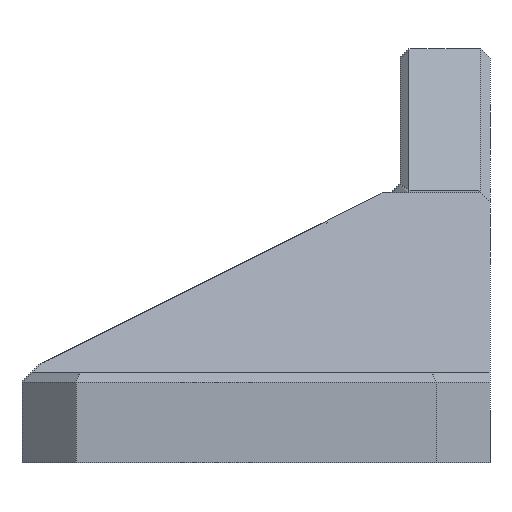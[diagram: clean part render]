
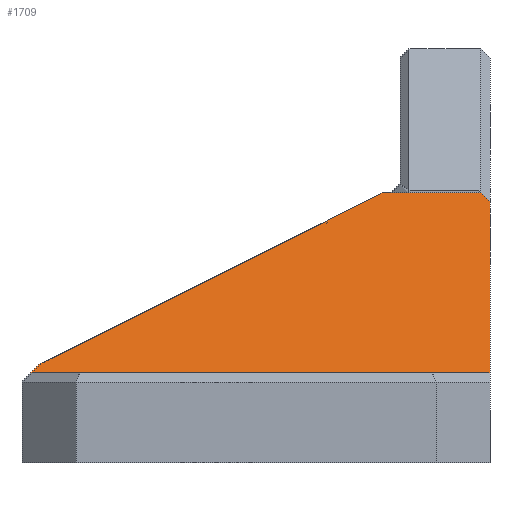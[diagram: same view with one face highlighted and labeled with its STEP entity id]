
A CAD part, front view. The second image highlights one B-rep face of the part: STEP entity #1709.
In plain terms, the highlighted planar face has unit normal (0, -0.958, 0.287).
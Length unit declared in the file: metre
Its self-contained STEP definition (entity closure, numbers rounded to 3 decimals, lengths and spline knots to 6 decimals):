
#128=ORIENTED_EDGE('',*,*,#618,.T.);
#129=ORIENTED_EDGE('',*,*,#619,.T.);
#130=ORIENTED_EDGE('',*,*,#608,.F.);
#131=ORIENTED_EDGE('',*,*,#620,.T.);
#132=ORIENTED_EDGE('',*,*,#621,.F.);
#133=ORIENTED_EDGE('',*,*,#622,.F.);
#134=ORIENTED_EDGE('',*,*,#604,.T.);
#135=ORIENTED_EDGE('',*,*,#561,.T.);
#136=ORIENTED_EDGE('',*,*,#623,.F.);
#561=EDGE_CURVE('',#811,#810,#971,.T.);
#604=EDGE_CURVE('',#846,#811,#1012,.F.);
#608=EDGE_CURVE('',#852,#849,#1016,.T.);
#618=EDGE_CURVE('',#861,#862,#1026,.T.);
#619=EDGE_CURVE('',#862,#849,#1027,.F.);
#620=EDGE_CURVE('',#852,#863,#1028,.F.);
#621=EDGE_CURVE('',#864,#863,#1029,.T.);
#622=EDGE_CURVE('',#846,#864,#1030,.T.);
#623=EDGE_CURVE('',#861,#810,#1031,.T.);
#810=VERTEX_POINT('',#2390);
#811=VERTEX_POINT('',#2392);
#846=VERTEX_POINT('',#2472);
#849=VERTEX_POINT('',#2481);
#852=VERTEX_POINT('',#2486);
#861=VERTEX_POINT('',#2510);
#862=VERTEX_POINT('',#2511);
#863=VERTEX_POINT('',#2514);
#864=VERTEX_POINT('',#2516);
#971=LINE('',#2391,#1193);
#1012=LINE('',#2478,#1234);
#1016=LINE('',#2487,#1238);
#1026=LINE('',#2509,#1248);
#1027=LINE('',#2512,#1249);
#1028=LINE('',#2513,#1250);
#1029=LINE('',#2515,#1251);
#1030=LINE('',#2517,#1252);
#1031=LINE('',#2518,#1253);
#1193=VECTOR('',#1927,1.);
#1234=VECTOR('',#1984,1.);
#1238=VECTOR('',#1990,1.);
#1248=VECTOR('',#2008,1.);
#1249=VECTOR('',#2009,1.);
#1250=VECTOR('',#2010,1.);
#1251=VECTOR('',#2011,1.);
#1252=VECTOR('',#2012,1.);
#1253=VECTOR('',#2013,1.);
#1422=EDGE_LOOP('',(#128,#129,#130,#131,#132,#133,#134,#135,#136));
#1525=FACE_BOUND('',#1422,.T.);
#1628=PLANE('',#1816);
#1709=ADVANCED_FACE('',(#1525),#1628,.F.);
#1816=AXIS2_PLACEMENT_3D('',#2508,#2006,#2007);
#1927=DIRECTION('',(-1.,0.,0.));
#1984=DIRECTION('',(0.692,-0.208,-0.692));
#1990=DIRECTION('',(0.886,0.133,0.443));
#2006=DIRECTION('',(0.,0.958,-0.287));
#2007=DIRECTION('',(0.,0.287,0.958));
#2008=DIRECTION('',(-0.676,-0.212,-0.706));
#2009=DIRECTION('',(0.931,0.105,0.349));
#2010=DIRECTION('',(0.692,0.208,0.692));
#2011=DIRECTION('',(-1.,0.,0.));
#2012=DIRECTION('',(0.,-0.287,-0.958));
#2013=DIRECTION('',(0.886,0.133,0.443));
#2390=CARTESIAN_POINT('',(-0.001,0.0065,0.015));
#2391=CARTESIAN_POINT('',(0.005002,0.0065,0.015));
#2392=CARTESIAN_POINT('',(0.0045,0.0065,0.015));
#2472=CARTESIAN_POINT('',(0.005,0.00635,0.0145));
#2478=CARTESIAN_POINT('',(0.003687,0.006744,0.015813));
#2481=CARTESIAN_POINT('',(-0.004333,0.006,0.013333));
#2486=CARTESIAN_POINT('',(-0.02,0.00365,0.0055));
#2487=CARTESIAN_POINT('',(0.001575,0.006886,0.016288));
#2508=CARTESIAN_POINT('',(0.005002,0.005,0.01));
#2509=CARTESIAN_POINT('',(-0.012503,0.003382,0.004608));
#2510=CARTESIAN_POINT('',(-0.003961,0.006056,0.01352));
#2511=CARTESIAN_POINT('',(-0.004031,0.006034,0.013447));
#2512=CARTESIAN_POINT('',(-0.009042,0.005471,0.01157));
#2513=CARTESIAN_POINT('',(-0.021092,0.003322,0.004408));
#2514=CARTESIAN_POINT('',(-0.0205,0.0035,0.005));
#2515=CARTESIAN_POINT('',(0.005002,0.0035,0.005));
#2516=CARTESIAN_POINT('',(0.005,0.0035,0.005));
#2517=CARTESIAN_POINT('',(0.005,0.005,0.01));
#2518=CARTESIAN_POINT('',(0.001575,0.006886,0.016288));
